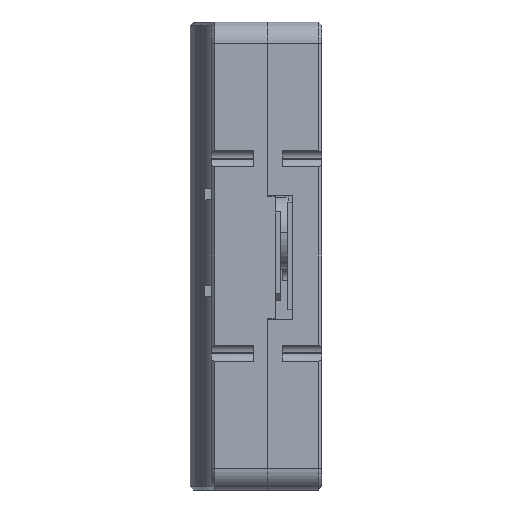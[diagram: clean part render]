
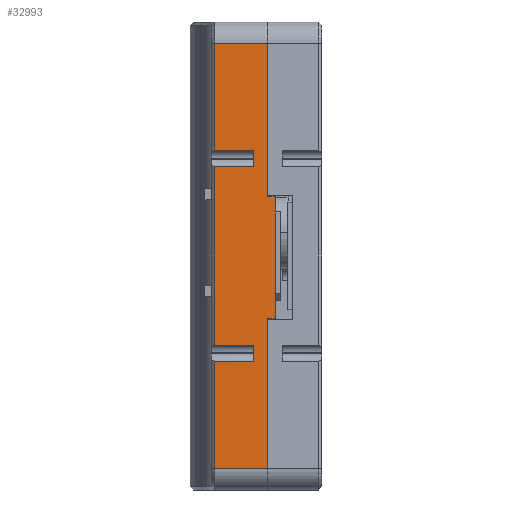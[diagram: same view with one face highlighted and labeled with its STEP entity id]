
A CAD part, left-side view. The second image highlights one B-rep face of the part: STEP entity #32993.
In plain terms, the highlighted planar face has unit normal (-1, 0, 0).
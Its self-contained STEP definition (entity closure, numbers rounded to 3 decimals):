
#251 = ORIENTED_EDGE ( 'NONE', *, *, #30117, .T. ) ;
#571 = VECTOR ( 'NONE', #15379, 1000. ) ;
#663 = VERTEX_POINT ( 'NONE', #14938 ) ;
#831 = DIRECTION ( 'NONE',  ( 0., -1., 0. ) ) ;
#894 = CARTESIAN_POINT ( 'NONE',  ( -42., -0.8, -5.85 ) ) ;
#1146 = VECTOR ( 'NONE', #46258, 1000. ) ;
#1546 = LINE ( 'NONE', #32017, #31693 ) ;
#3142 = LINE ( 'NONE', #29886, #571 ) ;
#3265 = EDGE_CURVE ( 'NONE', #20827, #21939, #14647, .T. ) ;
#3420 = CARTESIAN_POINT ( 'NONE',  ( -42., -0.8, 5.55 ) ) ;
#3529 = EDGE_CURVE ( 'NONE', #663, #45708, #25588, .T. ) ;
#3552 = ORIENTED_EDGE ( 'NONE', *, *, #30191, .T. ) ;
#4325 = PLANE ( 'NONE',  #14946 ) ;
#4324 = CARTESIAN_POINT ( 'NONE',  ( -42., -0.8, 5.55 ) ) ;
#4836 = VERTEX_POINT ( 'NONE', #47168 ) ;
#4913 = VECTOR ( 'NONE', #44583, 1000. ) ;
#5210 = VECTOR ( 'NONE', #6574, 1000. ) ;
#5843 = CARTESIAN_POINT ( 'NONE',  ( -42., 0.5, 9.9 ) ) ;
#6282 = CARTESIAN_POINT ( 'NONE',  ( -42., 4.2, 8.4 ) ) ;
#6408 = CARTESIAN_POINT ( 'NONE',  ( -42., 0.5, -8.4 ) ) ;
#6574 = DIRECTION ( 'NONE',  ( 0., 0., -1. ) ) ;
#7249 = LINE ( 'NONE', #48983, #23729 ) ;
#9020 = LINE ( 'NONE', #28261, #1146 ) ;
#9253 = EDGE_CURVE ( 'NONE', #37613, #29763, #15831, .T. ) ;
#9284 = DIRECTION ( 'NONE',  ( 0., -1., 0. ) ) ;
#10295 = CARTESIAN_POINT ( 'NONE',  ( -42., 4.2, -9.9 ) ) ;
#10718 = CARTESIAN_POINT ( 'NONE',  ( -42., 4.2, -9.9 ) ) ;
#10857 = EDGE_CURVE ( 'NONE', #28201, #11665, #30428, .T. ) ;
#11665 = VERTEX_POINT ( 'NONE', #45306 ) ;
#11974 = EDGE_CURVE ( 'NONE', #27638, #45708, #1546, .T. ) ;
#12076 = DIRECTION ( 'NONE',  ( 0., 0., -1. ) ) ;
#12249 = ORIENTED_EDGE ( 'NONE', *, *, #10857, .F. ) ;
#12327 = LINE ( 'NONE', #4324, #16711 ) ;
#12830 = EDGE_LOOP ( 'NONE', ( #21182, #48483, #29852, #34260, #12249, #3552, #14148, #36169, #44944, #48859, #19071, #251, #27275, #31663, #31454, #16455 ) ) ;
#12942 = VECTOR ( 'NONE', #20892, 1000. ) ;
#13212 = EDGE_CURVE ( 'NONE', #45685, #31366, #7249, .T. ) ;
#13497 = VERTEX_POINT ( 'NONE', #28468 ) ;
#13752 = VERTEX_POINT ( 'NONE', #45183 ) ;
#14148 = ORIENTED_EDGE ( 'NONE', *, *, #13212, .F. ) ;
#14647 = LINE ( 'NONE', #45873, #16911 ) ;
#14938 = CARTESIAN_POINT ( 'NONE',  ( -42., 0.5, 9.9 ) ) ;
#14946 = AXIS2_PLACEMENT_3D ( 'NONE', #42312, #22837, #30824 ) ;
#14961 = VECTOR ( 'NONE', #22678, 1000. ) ;
#15331 = EDGE_CURVE ( 'NONE', #21939, #13752, #37814, .T. ) ;
#15379 = DIRECTION ( 'NONE',  ( 0., -1., 0. ) ) ;
#15831 = LINE ( 'NONE', #31066, #46034 ) ;
#16455 = ORIENTED_EDGE ( 'NONE', *, *, #3265, .T. ) ;
#16525 = DIRECTION ( 'NONE',  ( 0., 1., 0. ) ) ;
#16711 = VECTOR ( 'NONE', #831, 1000. ) ;
#16772 = CARTESIAN_POINT ( 'NONE',  ( -42., -0.8, 20. ) ) ;
#16911 = VECTOR ( 'NONE', #38137, 1000. ) ;
#18520 = DIRECTION ( 'NONE',  ( 0., 1., 0. ) ) ;
#18872 = LINE ( 'NONE', #38359, #22078 ) ;
#19071 = ORIENTED_EDGE ( 'NONE', *, *, #40976, .F. ) ;
#20827 = VERTEX_POINT ( 'NONE', #46359 ) ;
#20892 = DIRECTION ( 'NONE',  ( 0., 0., 1. ) ) ;
#21182 = ORIENTED_EDGE ( 'NONE', *, *, #15331, .T. ) ;
#21642 = CARTESIAN_POINT ( 'NONE',  ( -42., -1.5, 5.55 ) ) ;
#21939 = VERTEX_POINT ( 'NONE', #6408 ) ;
#22035 = DIRECTION ( 'NONE',  ( 0., -1., 0. ) ) ;
#22078 = VECTOR ( 'NONE', #25889, 1000. ) ;
#22678 = DIRECTION ( 'NONE',  ( 0., 0., -1. ) ) ;
#22837 = DIRECTION ( 'NONE',  ( -1., 0., 0. ) ) ;
#23641 = VECTOR ( 'NONE', #18520, 1000. ) ;
#23729 = VECTOR ( 'NONE', #45483, 1000. ) ;
#25022 = CARTESIAN_POINT ( 'NONE',  ( -42., -0.8, -5.85 ) ) ;
#25393 = LINE ( 'NONE', #32139, #12942 ) ;
#25489 = DIRECTION ( 'NONE',  ( 0., 0., 1. ) ) ;
#25588 = LINE ( 'NONE', #5843, #4913 ) ;
#25889 = DIRECTION ( 'NONE',  ( 0., -1., 0. ) ) ;
#26278 = CARTESIAN_POINT ( 'NONE',  ( -42., -0.8, -20. ) ) ;
#27275 = ORIENTED_EDGE ( 'NONE', *, *, #3529, .T. ) ;
#27517 = LINE ( 'NONE', #16772, #41742 ) ;
#27638 = VERTEX_POINT ( 'NONE', #6282 ) ;
#28201 = VERTEX_POINT ( 'NONE', #894 ) ;
#28261 = CARTESIAN_POINT ( 'NONE',  ( -42., 4.2, -20. ) ) ;
#28468 = CARTESIAN_POINT ( 'NONE',  ( -42., 4.2, 9.9 ) ) ;
#29763 = VERTEX_POINT ( 'NONE', #3420 ) ;
#29852 = ORIENTED_EDGE ( 'NONE', *, *, #44699, .F. ) ;
#29886 = CARTESIAN_POINT ( 'NONE',  ( -42., -0.8, -5.85 ) ) ;
#30117 = EDGE_CURVE ( 'NONE', #13497, #663, #18872, .T. ) ;
#30191 = EDGE_CURVE ( 'NONE', #28201, #31366, #3142, .T. ) ;
#30428 = LINE ( 'NONE', #25022, #14961 ) ;
#30758 = LINE ( 'NONE', #26278, #23641 ) ;
#30824 = DIRECTION ( 'NONE',  ( 0., -1., 0. ) ) ;
#31066 = CARTESIAN_POINT ( 'NONE',  ( -42., -0.8, 20. ) ) ;
#31366 = VERTEX_POINT ( 'NONE', #39357 ) ;
#31454 = ORIENTED_EDGE ( 'NONE', *, *, #37449, .F. ) ;
#31663 = ORIENTED_EDGE ( 'NONE', *, *, #11974, .F. ) ;
#31693 = VECTOR ( 'NONE', #9284, 1000. ) ;
#32017 = CARTESIAN_POINT ( 'NONE',  ( -42., 4.2, 8.4 ) ) ;
#32139 = CARTESIAN_POINT ( 'NONE',  ( -42., 4.2, 9.9 ) ) ;
#32612 = VERTEX_POINT ( 'NONE', #10718 ) ;
#32993 = ADVANCED_FACE ( 'NONE', ( #45569 ), #4325, .T. ) ;
#33509 = LINE ( 'NONE', #10295, #45970 ) ;
#34260 = ORIENTED_EDGE ( 'NONE', *, *, #47752, .F. ) ;
#36169 = ORIENTED_EDGE ( 'NONE', *, *, #36743, .F. ) ;
#36735 = VECTOR ( 'NONE', #25489, 1000. ) ;
#36743 = EDGE_CURVE ( 'NONE', #29763, #45685, #12327, .T. ) ;
#37449 = EDGE_CURVE ( 'NONE', #20827, #27638, #37715, .T. ) ;
#37613 = VERTEX_POINT ( 'NONE', #37868 ) ;
#37715 = LINE ( 'NONE', #44967, #36735 ) ;
#37814 = LINE ( 'NONE', #40595, #5210 ) ;
#37868 = CARTESIAN_POINT ( 'NONE',  ( -42., -0.8, 20. ) ) ;
#38137 = DIRECTION ( 'NONE',  ( 0., -1., 0. ) ) ;
#38359 = CARTESIAN_POINT ( 'NONE',  ( -42., 4.2, 9.9 ) ) ;
#38364 = CARTESIAN_POINT ( 'NONE',  ( -42., 0.5, 8.4 ) ) ;
#39357 = CARTESIAN_POINT ( 'NONE',  ( -42., -1.5, -5.85 ) ) ;
#40595 = CARTESIAN_POINT ( 'NONE',  ( -42., 0.5, -8.4 ) ) ;
#40976 = EDGE_CURVE ( 'NONE', #13497, #46898, #25393, .T. ) ;
#41742 = VECTOR ( 'NONE', #16525, 1000. ) ;
#42312 = CARTESIAN_POINT ( 'NONE',  ( -42., 4.5, 22. ) ) ;
#44583 = DIRECTION ( 'NONE',  ( 0., 0., -1. ) ) ;
#44688 = EDGE_CURVE ( 'NONE', #37613, #46898, #27517, .T. ) ;
#44699 = EDGE_CURVE ( 'NONE', #4836, #32612, #9020, .T. ) ;
#44944 = ORIENTED_EDGE ( 'NONE', *, *, #9253, .F. ) ;
#44967 = CARTESIAN_POINT ( 'NONE',  ( -42., 4.2, -8.4 ) ) ;
#45183 = CARTESIAN_POINT ( 'NONE',  ( -42., 0.5, -9.9 ) ) ;
#45306 = CARTESIAN_POINT ( 'NONE',  ( -42., -0.8, -20. ) ) ;
#45483 = DIRECTION ( 'NONE',  ( 0., 0., -1. ) ) ;
#45569 = FACE_OUTER_BOUND ( 'NONE', #12830, .T. ) ;
#45685 = VERTEX_POINT ( 'NONE', #21642 ) ;
#45708 = VERTEX_POINT ( 'NONE', #38364 ) ;
#45873 = CARTESIAN_POINT ( 'NONE',  ( -42., 4.2, -8.4 ) ) ;
#45970 = VECTOR ( 'NONE', #22035, 1000. ) ;
#46034 = VECTOR ( 'NONE', #12076, 1000. ) ;
#46130 = CARTESIAN_POINT ( 'NONE',  ( -42., 4.2, 20. ) ) ;
#46258 = DIRECTION ( 'NONE',  ( 0., 0., 1. ) ) ;
#46359 = CARTESIAN_POINT ( 'NONE',  ( -42., 4.2, -8.4 ) ) ;
#46898 = VERTEX_POINT ( 'NONE', #46130 ) ;
#47168 = CARTESIAN_POINT ( 'NONE',  ( -42., 4.2, -20. ) ) ;
#47634 = EDGE_CURVE ( 'NONE', #32612, #13752, #33509, .T. ) ;
#47752 = EDGE_CURVE ( 'NONE', #11665, #4836, #30758, .T. ) ;
#48483 = ORIENTED_EDGE ( 'NONE', *, *, #47634, .F. ) ;
#48859 = ORIENTED_EDGE ( 'NONE', *, *, #44688, .T. ) ;
#48983 = CARTESIAN_POINT ( 'NONE',  ( -42., -1.5, 5.55 ) ) ;
